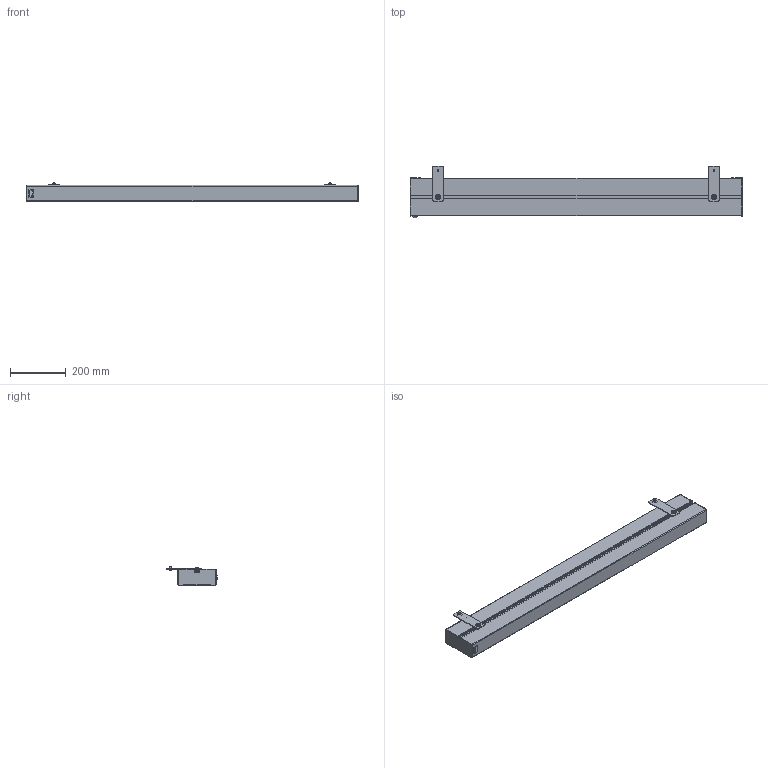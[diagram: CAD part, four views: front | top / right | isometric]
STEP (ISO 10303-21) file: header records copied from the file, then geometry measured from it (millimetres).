
FILE_DESCRIPTION(/* description */ ('KriTec LED Arbeitsplatzleuchte 1200 eco-line'),/* implementation_level */ '2;1');
FILE_NAME(/* name */ '22012 KriTec LED Arbeitsplatzleuchte 1200 eco-line.stp',/* time_stamp */ '2019-09-19T16:03:18+02:00',/* author */ ('Nell'),/* organization */ (''),/* preprocessor_version */ 'ST-DEVELOPER v17',/* originating_system */ 'Autodesk Inventor 2018',/* authorisation */ ' ');
FILE_SCHEMA (('AUTOMOTIVE_DESIGN { 1 0 10303 214 3 1 1 }'));
Length unit declared in the file: inch
Products named in the file (25): 22012; Bauteil_93168; Bauteil_98799; Bauteil_71720865; 1; Bauteil_823856; 1_1; Bauteil_74236622; Bauteil_74259662; Bauteil_74259667; Bauteil_74259706; Bauteil_74259711; Bauteil_74259750; Bauteil_98799_1; Bauteil_148538756; Bauteil_10; Bauteil_93168_1; Bauteil_74282801; Lineares Muster2; Bauteil_254862; Bauteil_254868; Bauteil_98799_2; Bauteil_98799_3; Bauteil_98799_4; Bauteil_98799_5
Assembly tree (24 placements, depth 2):
  22012
    Bauteil_93168
    Bauteil_98799
    Bauteil_71720865
    1
    Bauteil_823856
    1_1
    Bauteil_74236622
    Bauteil_74259662
    Bauteil_74259667
    Bauteil_74259706
    Bauteil_74259711
    Bauteil_74259750
    Bauteil_98799_1
    Bauteil_148538756
    Bauteil_10
    Bauteil_93168_1
    Bauteil_74282801
    Lineares Muster2
    Bauteil_254862
    Bauteil_254868
    Bauteil_98799_2
    Bauteil_98799_3
    Bauteil_98799_4
    Bauteil_98799_5
Bounding box: 1186 x 184.16 x 68.2 mm (x, y, z)
Volume: 7630616.1 mm3; surface area: 925240.9 mm2
Topology: 24 solids, 24 shells, 1590 faces, 4499 edges, 2945 vertices
Faces by surface type: plane 1394, cylinder 149, sphere 35, cone 8, bspline 4
Full cylindrical faces by diameter (mm): 2 x6, 6 x6, 6.5 x8, 7.6 x6, 9.6 x3, 18 x4
Entity records: 52523 total; most frequent: CARTESIAN_POINT 9206, ORIENTED_EDGE 8924, DIRECTION 8021, EDGE_CURVE 4462, LINE 4117, VECTOR 4117, VERTEX_POINT 2945, EDGE_LOOP 2215
